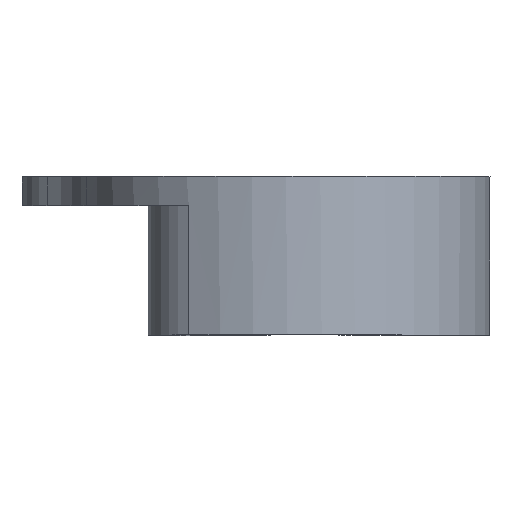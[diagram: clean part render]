
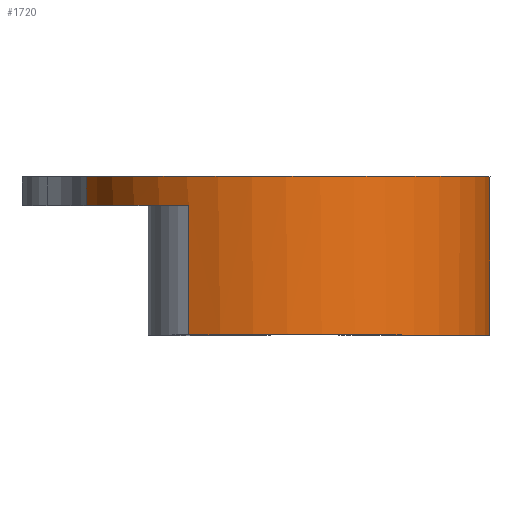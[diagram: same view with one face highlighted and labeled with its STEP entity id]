
A CAD part, top view. The second image highlights one B-rep face of the part: STEP entity #1720.
In plain terms, the highlighted cylindrical face has radius 27.287 mm (diameter 54.573 mm), a partial arc.
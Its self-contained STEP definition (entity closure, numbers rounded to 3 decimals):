
#136=FACE_OUTER_BOUND('',#251,.T.);
#251=EDGE_LOOP('',(#1457,#1458,#1459,#1460,#1461,#1462,#1463,#1464));
#333=LINE('',#2967,#441);
#357=LINE('',#3031,#465);
#366=LINE('',#3048,#474);
#372=LINE('',#3071,#480);
#441=VECTOR('',#2368,10.);
#465=VECTOR('',#2458,10.);
#474=VECTOR('',#2483,10.);
#480=VECTOR('',#2517,10.);
#505=CIRCLE('',#1771,27.287);
#534=CIRCLE('',#1801,27.287);
#614=CIRCLE('',#1903,27.287);
#622=CIRCLE('',#1912,27.287);
#653=VERTEX_POINT('',#2635);
#654=VERTEX_POINT('',#2636);
#681=VERTEX_POINT('',#2693);
#682=VERTEX_POINT('',#2694);
#781=VERTEX_POINT('',#2936);
#782=VERTEX_POINT('',#2938);
#788=VERTEX_POINT('',#2952);
#789=VERTEX_POINT('',#2954);
#823=EDGE_CURVE('',#653,#654,#505,.T.);
#852=EDGE_CURVE('',#681,#682,#534,.T.);
#974=EDGE_CURVE('',#782,#781,#614,.T.);
#982=EDGE_CURVE('',#789,#788,#622,.T.);
#989=EDGE_CURVE('',#782,#788,#333,.T.);
#1020=EDGE_CURVE('',#781,#654,#357,.T.);
#1029=EDGE_CURVE('',#682,#653,#366,.T.);
#1038=EDGE_CURVE('',#789,#681,#372,.T.);
#1457=ORIENTED_EDGE('',*,*,#989,.F.);
#1458=ORIENTED_EDGE('',*,*,#974,.T.);
#1459=ORIENTED_EDGE('',*,*,#1020,.T.);
#1460=ORIENTED_EDGE('',*,*,#823,.F.);
#1461=ORIENTED_EDGE('',*,*,#1029,.F.);
#1462=ORIENTED_EDGE('',*,*,#852,.F.);
#1463=ORIENTED_EDGE('',*,*,#1038,.F.);
#1464=ORIENTED_EDGE('',*,*,#982,.T.);
#1630=CYLINDRICAL_SURFACE('',#1971,27.287);
#1720=ADVANCED_FACE('',(#136),#1630,.T.);
#1771=AXIS2_PLACEMENT_3D('',#2637,#2031,#2032);
#1801=AXIS2_PLACEMENT_3D('',#2695,#2091,#2092);
#1903=AXIS2_PLACEMENT_3D('',#2939,#2337,#2338);
#1912=AXIS2_PLACEMENT_3D('',#2955,#2355,#2356);
#1971=AXIS2_PLACEMENT_3D('',#3070,#2515,#2516);
#2031=DIRECTION('center_axis',(0.,-1.,0.));
#2032=DIRECTION('ref_axis',(0.808,0.,-0.589));
#2091=DIRECTION('center_axis',(0.,1.,0.));
#2092=DIRECTION('ref_axis',(0.808,0.,-0.589));
#2337=DIRECTION('center_axis',(0.,1.,0.));
#2338=DIRECTION('ref_axis',(0.719,0.,-0.695));
#2355=DIRECTION('center_axis',(0.,-1.,0.));
#2356=DIRECTION('ref_axis',(0.719,0.,-0.695));
#2368=DIRECTION('',(0.,1.,0.));
#2458=DIRECTION('',(0.,-1.,0.));
#2483=DIRECTION('',(0.,-1.,0.));
#2515=DIRECTION('center_axis',(0.,1.,0.));
#2516=DIRECTION('ref_axis',(0.552,0.,0.834));
#2517=DIRECTION('',(0.,-1.,0.));
#2635=CARTESIAN_POINT('',(459.672,117.276,364.026));
#2636=CARTESIAN_POINT('',(430.91,117.276,410.287));
#2637=CARTESIAN_POINT('Origin',(443.883,117.276,386.281));
#2693=CARTESIAN_POINT('',(465.927,120.451,370.199));
#2694=CARTESIAN_POINT('',(459.672,120.451,364.026));
#2695=CARTESIAN_POINT('Origin',(443.883,120.451,386.281));
#2936=CARTESIAN_POINT('',(430.91,134.601,410.287));
#2938=CARTESIAN_POINT('',(417.233,134.601,392.139));
#2939=CARTESIAN_POINT('Origin',(443.883,134.601,386.281));
#2952=CARTESIAN_POINT('',(417.233,138.454,392.139));
#2954=CARTESIAN_POINT('',(465.927,138.454,370.199));
#2955=CARTESIAN_POINT('Origin',(443.883,138.454,386.281));
#2967=CARTESIAN_POINT('',(417.233,139.216,392.139));
#3031=CARTESIAN_POINT('',(430.91,121.276,410.287));
#3048=CARTESIAN_POINT('',(459.672,121.276,364.026));
#3070=CARTESIAN_POINT('Origin',(443.883,139.216,386.281));
#3071=CARTESIAN_POINT('',(465.927,139.216,370.199));
